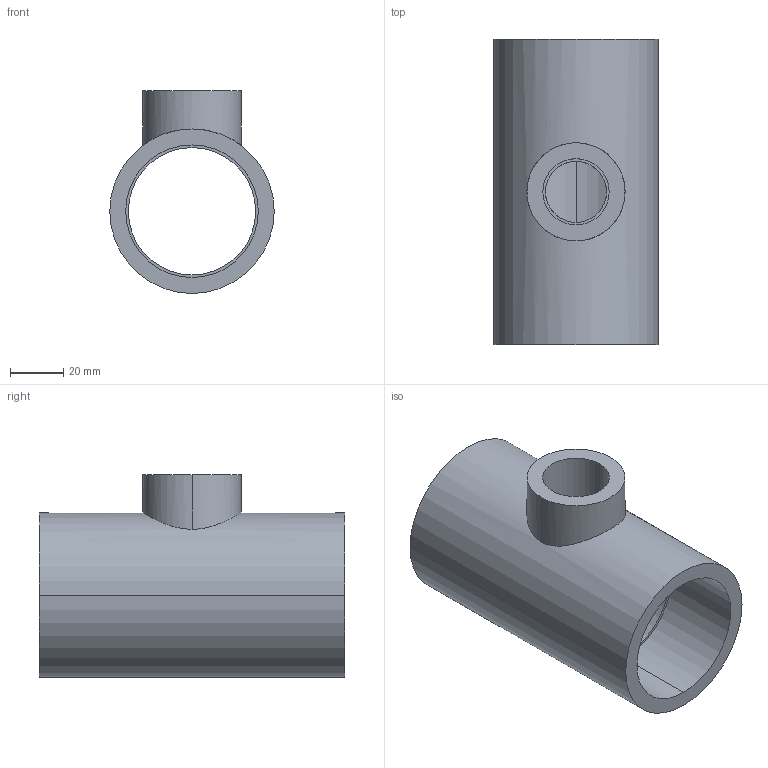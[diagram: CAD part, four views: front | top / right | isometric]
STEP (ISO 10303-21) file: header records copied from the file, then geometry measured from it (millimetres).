
FILE_DESCRIPTION(('STEP AP214'),'1');
FILE_NAME('cctmp_D1DEED9E-3D9F-45D2-B447-981A6A0C089B_2022_03_09_13_16_20_0413..stp','2022-03-09T12:16:20',('Praher Valves GmbH'),('CADClick - www.CADClick.com'),'Spatial InterOp 3D',' ','unknown authorization');
FILE_SCHEMA(('AUTOMOTIVE_DESIGN'));
Length unit declared in the file: millimetre
Products named in the file (1): 2022_03_09_13_16_20_0413
Bounding box: 62 x 115 x 76.5 mm (x, y, z)
Volume: 135847 mm3; surface area: 45468.2 mm2
Topology: 1 solids, 1 shells, 20 faces, 45 edges, 30 vertices
Faces by surface type: cylinder 14, plane 6
Entity records: 919 total; most frequent: CARTESIAN_POINT 262, DIRECTION 105, ORIENTED_EDGE 90, AXIS2_PLACEMENT_3D 45, EDGE_CURVE 45, VERTEX_POINT 30, EDGE_LOOP 27, CIRCLE 24
